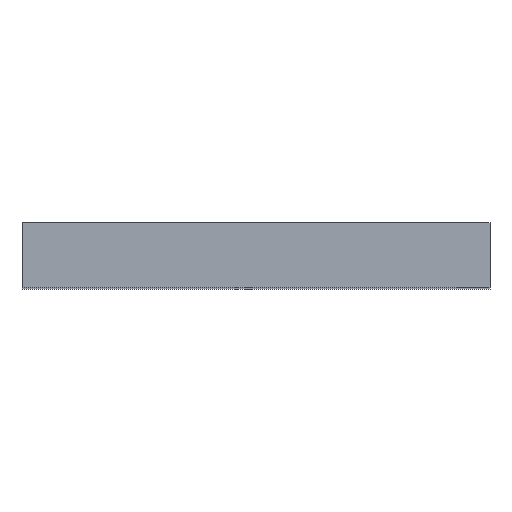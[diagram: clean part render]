
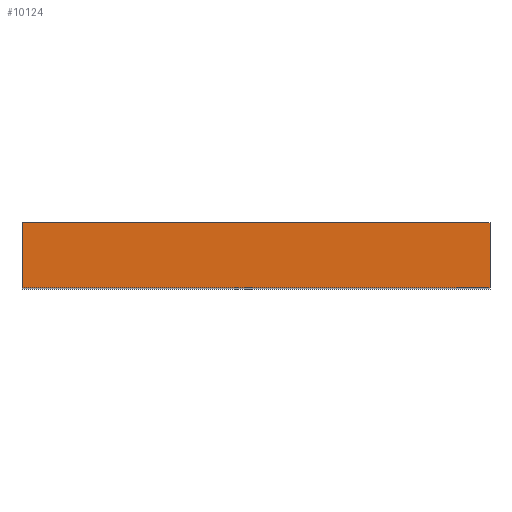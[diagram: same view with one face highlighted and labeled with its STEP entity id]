
A CAD part, front view. The second image highlights one B-rep face of the part: STEP entity #10124.
In plain terms, the highlighted face is planar.
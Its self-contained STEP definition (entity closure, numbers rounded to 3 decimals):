
#442=PLANE('',#11455);
#774=LINE('',#18100,#1406);
#1065=LINE('',#20073,#1697);
#1066=LINE('',#20075,#1698);
#1067=LINE('',#20076,#1699);
#1406=VECTOR('',#13418,10.);
#1697=VECTOR('',#14647,10.);
#1698=VECTOR('',#14648,10.);
#1699=VECTOR('',#14649,10.);
#2620=FACE_OUTER_BOUND('',#3271,.T.);
#3271=EDGE_LOOP('',(#9262,#9263,#9264,#9265));
#4652=VERTEX_POINT('',#18097);
#4653=VERTEX_POINT('',#18099);
#5051=VERTEX_POINT('',#20072);
#5052=VERTEX_POINT('',#20074);
#5924=EDGE_CURVE('',#4652,#4653,#774,.F.);
#6525=EDGE_CURVE('',#4652,#5051,#1065,.T.);
#6526=EDGE_CURVE('',#5052,#5051,#1066,.T.);
#6527=EDGE_CURVE('',#4653,#5052,#1067,.T.);
#9262=ORIENTED_EDGE('',*,*,#5924,.F.);
#9263=ORIENTED_EDGE('',*,*,#6525,.T.);
#9264=ORIENTED_EDGE('',*,*,#6526,.F.);
#9265=ORIENTED_EDGE('',*,*,#6527,.F.);
#10124=ADVANCED_FACE('',(#2620),#442,.T.);
#11455=AXIS2_PLACEMENT_3D('',#20071,#14645,#14646);
#13418=DIRECTION('',(-1.,0.,0.));
#14645=DIRECTION('center_axis',(0.,0.,-1.));
#14646=DIRECTION('ref_axis',(-1.,0.,0.));
#14647=DIRECTION('',(0.,1.,0.));
#14648=DIRECTION('',(-1.,0.,0.));
#14649=DIRECTION('',(0.,1.,0.));
#18097=CARTESIAN_POINT('',(-40.999,-9.4,-65.5));
#18099=CARTESIAN_POINT('',(40.999,-9.4,-65.5));
#18100=CARTESIAN_POINT('',(22.,-9.4,-65.5));
#20071=CARTESIAN_POINT('Origin',(41.999,-1.,-65.5));
#20072=CARTESIAN_POINT('',(-40.999,2.,-65.5));
#20073=CARTESIAN_POINT('',(-40.999,-1.,-65.5));
#20074=CARTESIAN_POINT('',(40.999,2.,-65.5));
#20075=CARTESIAN_POINT('',(-41.999,2.,-65.5));
#20076=CARTESIAN_POINT('',(40.999,-1.,-65.5));
